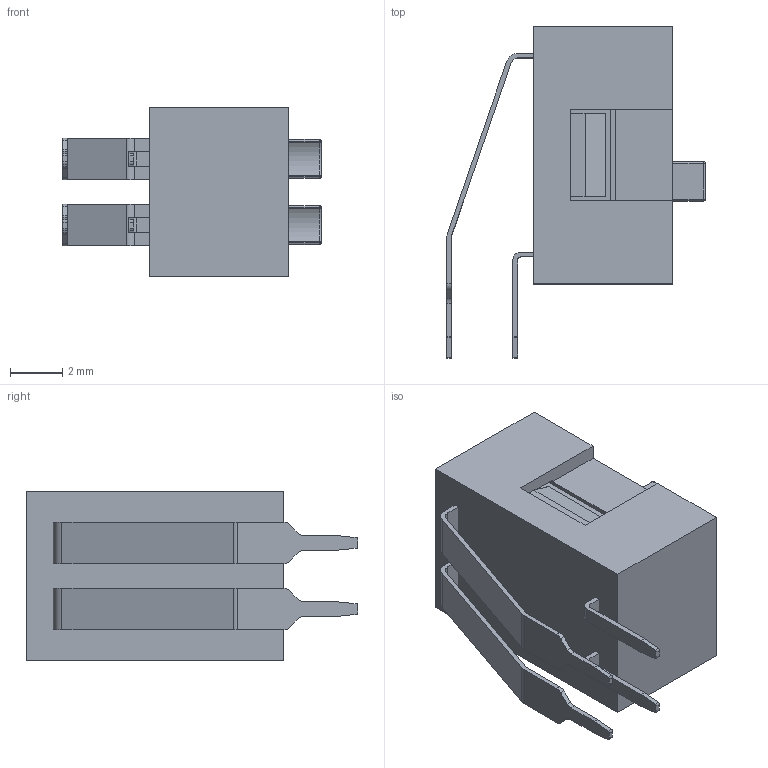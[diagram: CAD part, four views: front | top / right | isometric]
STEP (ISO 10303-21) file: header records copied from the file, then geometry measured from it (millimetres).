
FILE_DESCRIPTION (( 'STEP AP214' ), '1' );
FILE_NAME ('CUI_DEVICES_DS03-254-02BE.step', '2020-11-06T13:19:43', ( '' ), ( '' ), 'SwSTEP 2.0', 'SolidWorks 2020', '' );
FILE_SCHEMA (( 'AUTOMOTIVE_DESIGN' ));
Length unit declared in the file: inch
Products named in the file (1): CUI_DEVICES_DS03-254-02BE
Bounding box: 9.92 x 12.74 x 6.5 mm (x, y, z)
Volume: 285.5 mm3; surface area: 877.5 mm2
Topology: 5 solids, 7 shells, 519 faces, 1542 edges, 1016 vertices
Faces by surface type: plane 361, cylinder 138, torus 10, bspline 8, sphere 2
Entity records: 19596 total; most frequent: CARTESIAN_POINT 3444, ORIENTED_EDGE 3076, DIRECTION 2840, EDGE_CURVE 1538, LINE 1172, VECTOR 1172, VERTEX_POINT 1014, AXIS2_PLACEMENT_3D 834
